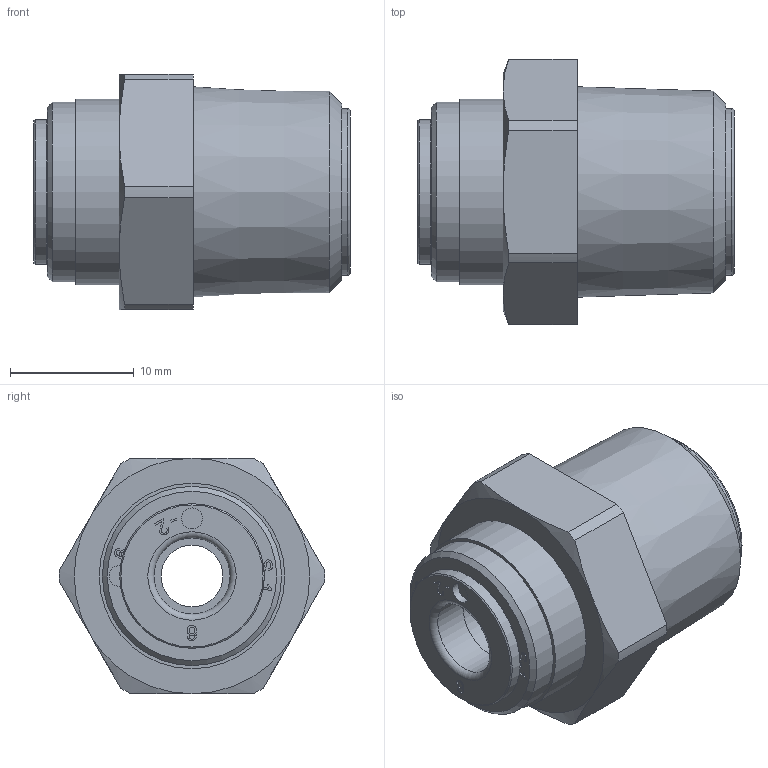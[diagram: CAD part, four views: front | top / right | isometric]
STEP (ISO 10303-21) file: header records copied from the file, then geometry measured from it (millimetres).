
FILE_DESCRIPTION(/* description */ (''),/* implementation_level */ '2;1');
FILE_NAME(/* name */ 'iqsg_386_le.stp',/* time_stamp */ '2018-10-29T10:36:36+01:00',/* author */ ('leitheußer'),/* organization */ (''),/* preprocessor_version */ 'ST-DEVELOPER v15.6',/* originating_system */ 'Autodesk Inventor LT ',/* authorisation */ '');
FILE_SCHEMA (('AUTOMOTIVE_DESIGN { 1 0 10303 214 3 1 1 }'));
Length unit declared in the file: millimetre
Products named in the file (1): WC 0603
Bounding box: 25.6 x 21.5 x 19.05 mm (x, y, z)
Volume: 4843.2 mm3; surface area: 3405.2 mm2
Topology: 3 solids, 3 shells, 212 faces, 520 edges, 340 vertices
Faces by surface type: plane 86, bspline 85, cylinder 19, cone 15, torus 7
Full cylindrical faces by diameter (mm): 1.7 x2, 5 x1, 6.15 x1, 6.2 x1, 7.9 x1, 9.2 x1, 10 x1, 11.7 x1, 13 x1, 13.5 x1, 14.5 x1, 15 x1
Entity records: 6759 total; most frequent: CARTESIAN_POINT 2378, ORIENTED_EDGE 982, DIRECTION 627, EDGE_CURVE 491, VERTEX_POINT 340, EDGE_LOOP 273, LINE 247, VECTOR 247
